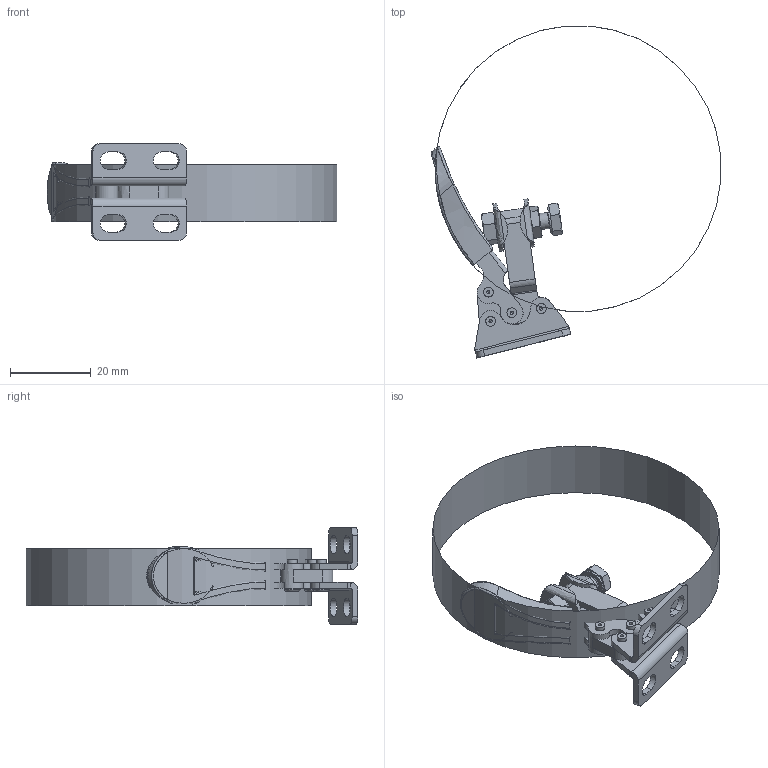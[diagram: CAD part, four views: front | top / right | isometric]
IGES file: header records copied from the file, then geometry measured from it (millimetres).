
Global section: file name: No Iges File Name specified; native system: AutoDesk Inventor R6.1; preprocessor: AutoDesk Inventor Iges Exporter R6.1; author: No Author specified; organization: No Organization specified; date: 20050927.150712; units: millimetre
Bounding box: 71.85 x 82.35 x 24 mm (x, y, z)
Surface area: 8599.6 mm2 (no closed solid volume)
Topology: 0 solids, 0 shells, 311 faces, 1695 edges, 1659 vertices
Faces by surface type: revolution 139, plane 125, bspline 45, offset 2
